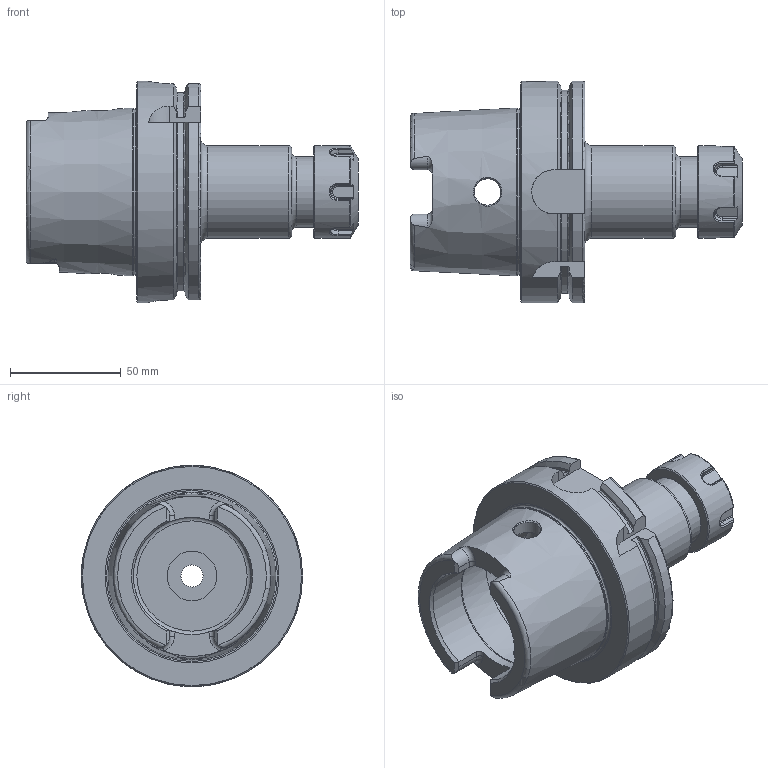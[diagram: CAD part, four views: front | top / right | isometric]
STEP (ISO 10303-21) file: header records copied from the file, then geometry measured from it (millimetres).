
FILE_DESCRIPTION(/* description */ (''),/* implementation_level */ '2;1');
FILE_NAME(/* name */ 'BR014.stp',/* time_stamp */ '2025-03-17T13:10:08+09:00',/* author */ ('YSH'),/* organization */ (''),/* preprocessor_version */ 'ST-DEVELOPER v20',/* originating_system */ 'Autodesk Inventor 2025',/* authorisation */ '');
FILE_SCHEMA (('AUTOMOTIVE_DESIGN { 1 0 10303 214 3 1 1 }'));
Length unit declared in the file: millimetre
Products named in the file (3): LO-HSK100A-ER25-3.94; LO-HSK100A-ER25-3.94_1; ER25NUT
Assembly tree (2 placements, depth 2):
  LO-HSK100A-ER25-3.94
    LO-HSK100A-ER25-3.94_1
    ER25NUT
Bounding box: 150 x 100 x 100 mm (x, y, z)
Volume: 322258.9 mm3; surface area: 66342.7 mm2
Topology: 2 solids, 2 shells, 201 faces, 517 edges, 331 vertices
Faces by surface type: plane 76, cylinder 54, torus 39, cone 24, bspline 8
Full cylindrical faces by diameter (mm): 10 x2, 12 x2, 15.748 x1, 18 x1, 18.06 x1, 20.9 x1, 22.376 x1, 23 x1, 25 x1, 26.8 x1, 30.5 x1, 32 x1, 32.5 x1, 42 x2, 53 x2, 63 x1, 75.415 x1, 100 x1
Entity records: 8038 total; most frequent: CARTESIAN_POINT 3030, ORIENTED_EDGE 1034, DIRECTION 989, EDGE_CURVE 517, AXIS2_PLACEMENT_3D 396, VERTEX_POINT 331, EDGE_LOOP 220, FACE_OUTER_BOUND 201
